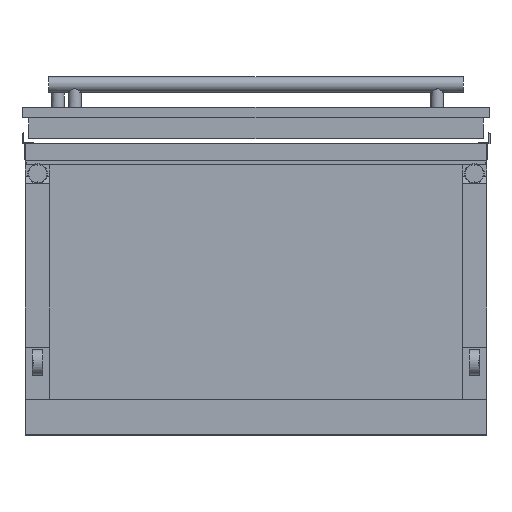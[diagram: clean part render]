
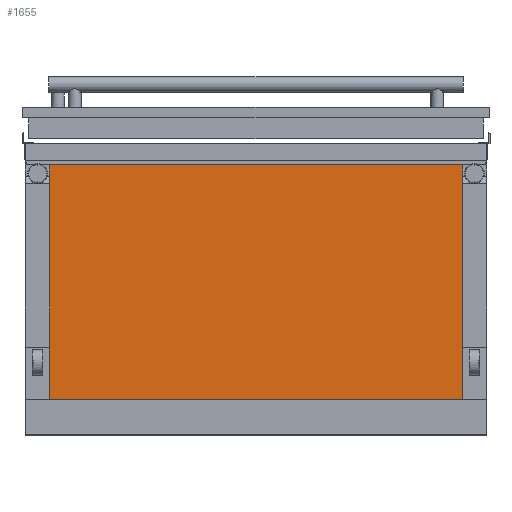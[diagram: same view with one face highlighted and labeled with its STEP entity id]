
A CAD part, front view. The second image highlights one B-rep face of the part: STEP entity #1655.
In plain terms, the highlighted planar face has unit normal (0, -1, 0).
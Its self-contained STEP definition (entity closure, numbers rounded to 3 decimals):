
#164 = FACE_OUTER_BOUND ( 'NONE', #6429, .T. ) ;
#504 = EDGE_CURVE ( 'NONE', #9498, #4896, #12444, .T. ) ;
#1655 = ADVANCED_FACE ( 'NONE', ( #164 ), #10588, .F. ) ;
#1665 = CARTESIAN_POINT ( 'NONE',  ( -396., -990.85, 240. ) ) ;
#1802 = LINE ( 'NONE', #11269, #3343 ) ;
#2794 = DIRECTION ( 'NONE',  ( -1., 0., 0. ) ) ;
#2833 = CARTESIAN_POINT ( 'NONE',  ( -396., -990.85, -210.4 ) ) ;
#2852 = CARTESIAN_POINT ( 'NONE',  ( 396., -990.85, -280. ) ) ;
#3343 = VECTOR ( 'NONE', #8038, 1000. ) ;
#3985 = ORIENTED_EDGE ( 'NONE', *, *, #5166, .F. ) ;
#4254 = ORIENTED_EDGE ( 'NONE', *, *, #11763, .F. ) ;
#4266 = VECTOR ( 'NONE', #9724, 1000. ) ;
#4896 = VERTEX_POINT ( 'NONE', #12008 ) ;
#5166 = EDGE_CURVE ( 'NONE', #9498, #5878, #1802, .T. ) ;
#5247 = DIRECTION ( 'NONE',  ( 0., 0., 1. ) ) ;
#5878 = VERTEX_POINT ( 'NONE', #2833 ) ;
#6429 = EDGE_LOOP ( 'NONE', ( #10741, #11446, #4254, #3985 ) ) ;
#7501 = CARTESIAN_POINT ( 'NONE',  ( -396., -990.85, -280. ) ) ;
#7696 = VERTEX_POINT ( 'NONE', #11218 ) ;
#7971 = CARTESIAN_POINT ( 'NONE',  ( 396., -990.85, -210.4 ) ) ;
#8038 = DIRECTION ( 'NONE',  ( -1., 0., 0. ) ) ;
#8478 = DIRECTION ( 'NONE',  ( 0., 0., 1. ) ) ;
#9498 = VERTEX_POINT ( 'NONE', #7971 ) ;
#9724 = DIRECTION ( 'NONE',  ( 0., 0., 1. ) ) ;
#9915 = EDGE_CURVE ( 'NONE', #4896, #7696, #11606, .T. ) ;
#10532 = AXIS2_PLACEMENT_3D ( 'NONE', #11711, #11663, #8478 ) ;
#10588 = PLANE ( 'NONE',  #10532 ) ;
#10741 = ORIENTED_EDGE ( 'NONE', *, *, #504, .T. ) ;
#11049 = VECTOR ( 'NONE', #5247, 1000. ) ;
#11218 = CARTESIAN_POINT ( 'NONE',  ( -396., -990.85, 240. ) ) ;
#11269 = CARTESIAN_POINT ( 'NONE',  ( -443., -990.85, -210.4 ) ) ;
#11446 = ORIENTED_EDGE ( 'NONE', *, *, #9915, .T. ) ;
#11606 = LINE ( 'NONE', #1665, #12808 ) ;
#11663 = DIRECTION ( 'NONE',  ( 0., 1., 0. ) ) ;
#11711 = CARTESIAN_POINT ( 'NONE',  ( -396., -990.85, -280. ) ) ;
#11763 = EDGE_CURVE ( 'NONE', #5878, #7696, #14240, .T. ) ;
#12008 = CARTESIAN_POINT ( 'NONE',  ( 396., -990.85, 240. ) ) ;
#12444 = LINE ( 'NONE', #2852, #11049 ) ;
#12808 = VECTOR ( 'NONE', #2794, 1000. ) ;
#14240 = LINE ( 'NONE', #7501, #4266 ) ;
